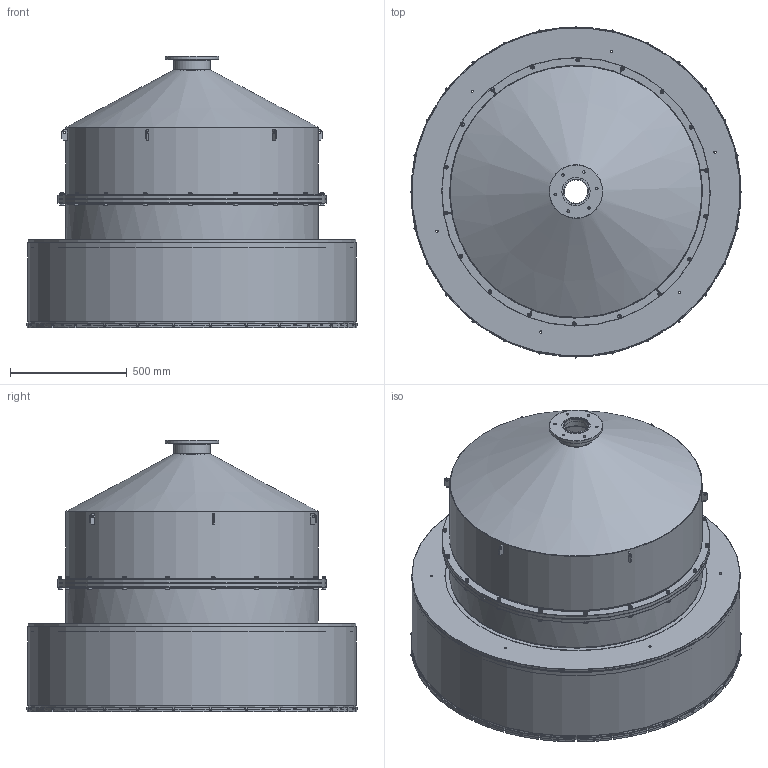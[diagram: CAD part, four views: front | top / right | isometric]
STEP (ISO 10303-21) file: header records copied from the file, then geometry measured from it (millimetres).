
FILE_DESCRIPTION((''),'2;1');
FILE_NAME('Long full hat.stp','2013-03-15T09:23:42',('Gianni'),(''),'Autodesk Inventor 2010','Autodesk Inventor 2010','');
FILE_SCHEMA(('AUTOMOTIVE_DESIGN { 1 0 10303 214 1 1 1 1 }'));
Length unit declared in the file: millimetre
Products named in the file (18): Long full hat; Long fourth whole base; Part-315-long ring base; Part-316-plate long base; Part-317-long ferrule base; Part-318-whole flange base; ISO 4762 M5 x 12; Part-314-fixing triangular gasket; Hat; Part-308-Large ring; Part-309-ferrule hat; Part-310-conic ferrule; Part-311-collect conic ferrule; Part-312-top hat flange; Part-313-link-up; ISO 4762 M10 x 45; ISO 7092 ST 10 - 140 HV; ISO 4032 M10
Assembly tree (127 placements, depth 3):
  Long full hat
    Long fourth whole base
      Part-315-long ring base
      Part-316-plate long base
      Part-317-long ferrule base
      Part-318-whole flange base
      ISO 4762 M5 x 12  x28
      Part-314-fixing triangular gasket  x28
    Hat
      Part-308-Large ring
      Part-309-ferrule hat
      Part-310-conic ferrule
      Part-311-collect conic ferrule
      Part-312-top hat flange
      Part-313-link-up  x6
    ISO 4762 M10 x 45  x18
    ISO 7092 ST 10 - 140 HV  x18
    ISO 4032 M10  x18
Bounding box: 1424 x 1424 x 1162.95 mm (x, y, z)
Volume: 48447181.6 mm3; surface area: 11112083.2 mm2
Topology: 125 solids, 125 shells, 1482 faces, 3409 edges, 2234 vertices
Faces by surface type: plane 806, cylinder 254, cone 235, bspline 140, torus 47
Full cylindrical faces by diameter (mm): 4.134 x28, 5 x28, 8.5 x28, 8.828 x6, 10 x18, 10.5 x18, 16 x18, 18 x18, 100 x1, 107 x1, 121 x1, 152 x2, 156 x2, 230 x1, 1080 x5, 1084 x5, 1089.4 x1, 1105.4 x1, 1124 x1, 1152 x2, 1365 x1, 1370 x1, 1404 x2, 1406 x1, 1410 x2
Entity records: 9255 total; most frequent: CARTESIAN_POINT 3144, DIRECTION 1202, ORIENTED_EDGE 750, AXIS2_PLACEMENT_3D 572, EDGE_LOOP 552, EDGE_CURVE 375, VERTEX_POINT 345, FACE_BOUND 307
